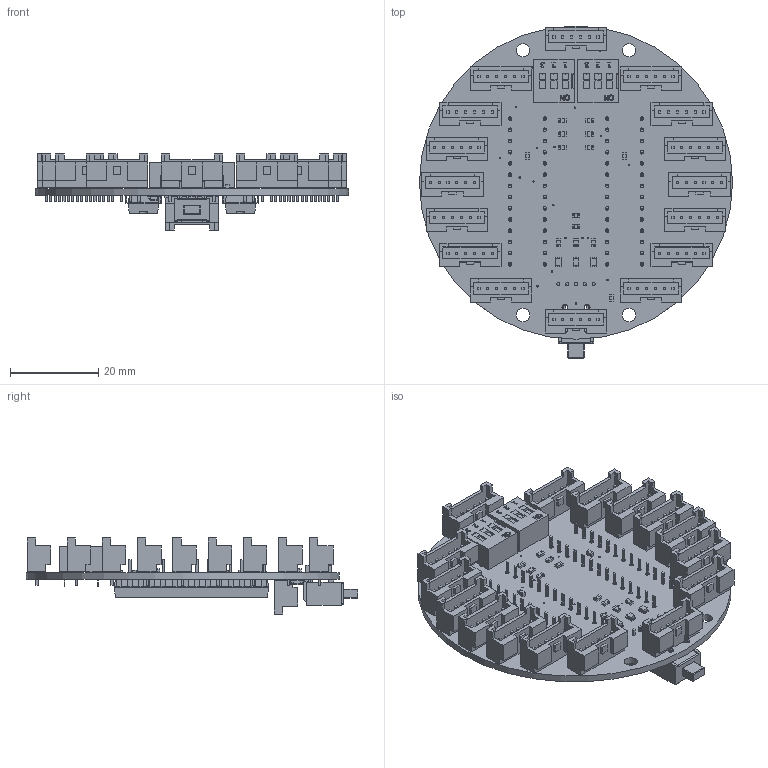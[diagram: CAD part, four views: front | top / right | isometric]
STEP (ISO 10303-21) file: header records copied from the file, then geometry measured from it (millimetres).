
FILE_DESCRIPTION(/* description */ (''),/* implementation_level */ '2;1');
FILE_NAME(/* name */ '26856952-7f1d-4bab-9184-65a3c0e00533.stp',/* time_stamp */ '2020-03-29T18:42:06+00:00',/* author */ (''),/* organization */ (''),/* preprocessor_version */ 'ST-DEVELOPER v18',/* originating_system */ 'Autodesk Translation Framework v8.12.0.6',/* authorisation */ '');
FILE_SCHEMA (('AUTOMOTIVE_DESIGN { 1 0 10303 214 3 1 1 }'));
Length unit declared in the file: millimetre
Products named in the file (14): 26856952-7f1d-4bab-9184-65a3c0e00533; PCB Component; Board; CHIPLED_0805; 10k; JST6; JST5; EDG-03; MCP23017-E/SP; Body; PinsArrayLR; 100nF; 1825095-3; FDV303N
Assembly tree (45 placements, depth 4):
  26856952-7f1d-4bab-9184-65a3c0e00533
    PCB Component
      Board
      CHIPLED_0805  x3
      10k  x12
      JST6  x16
      JST5
      EDG-03  x2
      MCP23017-E/SP  x2
        Body
        PinsArrayLR
      100nF  x3
      1825095-3
      FDV303N
Bounding box: 71 x 75.24 x 17.27 mm (x, y, z)
Volume: 14134.1 mm3; surface area: 23020.3 mm2
Topology: 101 solids, 101 shells, 3812 faces, 9301 edges, 5970 vertices
Faces by surface type: plane 2911, cylinder 598, sphere 196, bspline 107
Full cylindrical faces by diameter (mm): 0.3 x14, 0.35 x6, 0.7 x101, 0.813 x12, 0.82 x56, 1.27 x4, 3 x4, 71 x1
Entity records: 39611 total; most frequent: CARTESIAN_POINT 8068, ORIENTED_EDGE 6222, DIRECTION 5989, EDGE_CURVE 3111, LINE 2407, VECTOR 2407, VERTEX_POINT 2028, AXIS2_PLACEMENT_3D 1791
